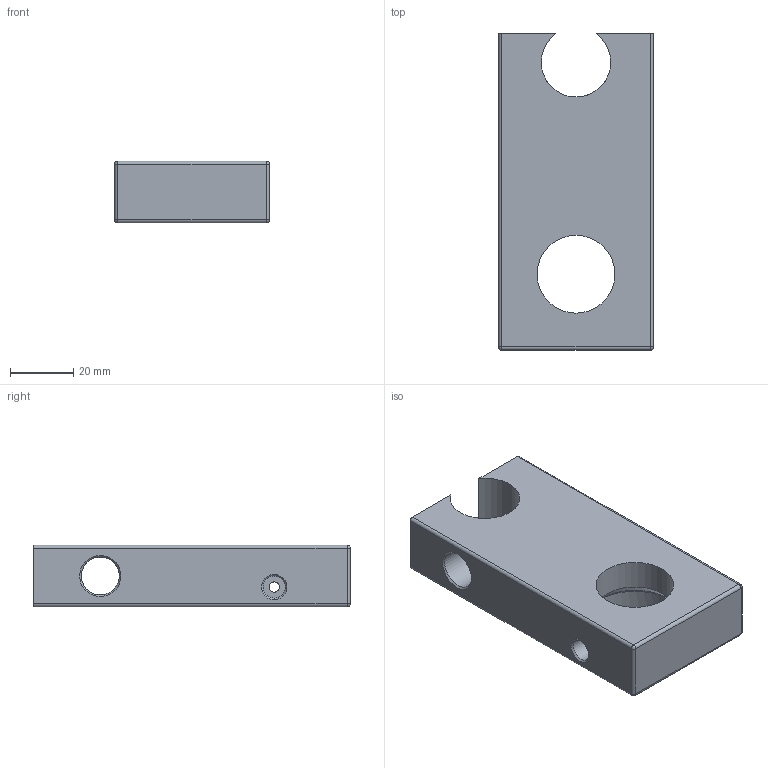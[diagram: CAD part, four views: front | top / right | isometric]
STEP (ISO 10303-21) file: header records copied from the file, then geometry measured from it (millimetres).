
FILE_DESCRIPTION(/* description */ ('Alibre Inc.'),/* implementation_level */ '2;1');
FILE_NAME(/* name */ 'export0',/* time_stamp */ '2019-10-17T08:53:18+02:00',/* author */ (''),/* organization */ (''),/* preprocessor_version */ 'ST-DEVELOPER v14',/* originating_system */ 'Alibre',/* authorisation */ '');
FILE_SCHEMA (('CONFIG_CONTROL_DESIGN'));
Length unit declared in the file: centimetre
Products named in the file (1): ID_1
Bounding box: 49 x 100 x 19.5 mm (x, y, z)
Volume: 71742.6 mm3; surface area: 17446 mm2
Topology: 1 solids, 1 shells, 36 faces, 90 edges, 52 vertices
Faces by surface type: cylinder 16, plane 9, cone 7, sphere 4
Full cylindrical faces by diameter (mm): 3.242 x2, 7 x2, 12 x1, 24.6 x1, 29.8 x1
Entity records: 1257 total; most frequent: CARTESIAN_POINT 402, DIRECTION 155, ORIENTED_EDGE 140, EDGE_CURVE 70, AXIS2_PLACEMENT_3D 70, EDGE_LOOP 58, FACE_BOUND 58, VERTEX_POINT 48
